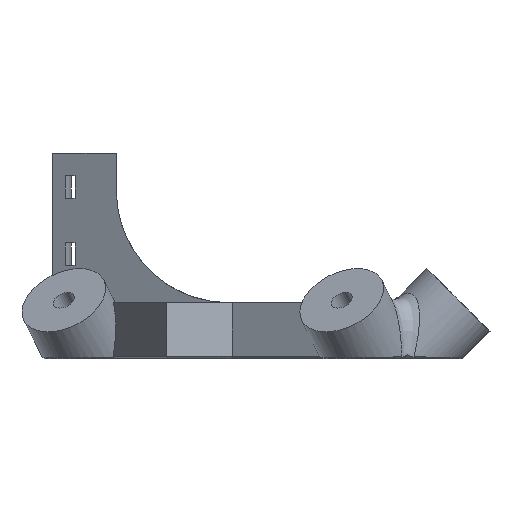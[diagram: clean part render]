
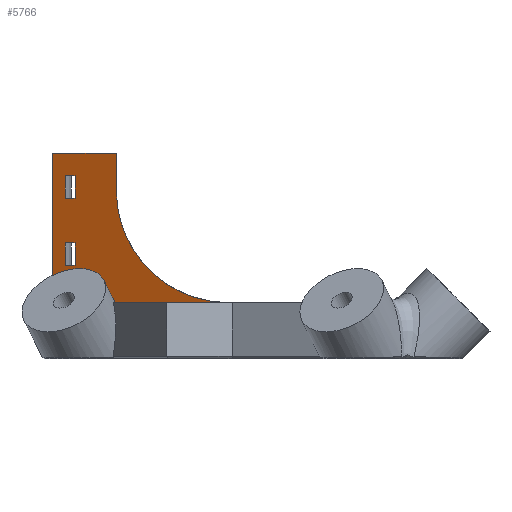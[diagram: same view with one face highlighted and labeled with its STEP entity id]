
A CAD part, left-side view. The second image highlights one B-rep face of the part: STEP entity #5766.
In plain terms, the highlighted planar face has unit normal (-0.866, 0.5, 0).
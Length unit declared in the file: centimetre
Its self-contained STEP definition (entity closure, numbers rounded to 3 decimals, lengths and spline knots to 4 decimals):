
#123=PLANE('',#6119);
#497=VECTOR('',#6574,1.);
#509=VECTOR('',#6599,1.);
#510=VECTOR('',#6602,1.);
#512=VECTOR('',#6609,1.);
#514=VECTOR('',#6615,1.);
#516=VECTOR('',#6620,1.);
#518=VECTOR('',#6624,1.);
#520=VECTOR('',#6631,1.);
#522=VECTOR('',#6637,1.);
#524=VECTOR('',#6642,1.);
#526=VECTOR('',#6647,1.);
#527=VECTOR('',#6648,1.);
#1233=LINE('',#7879,#497);
#1245=LINE('',#7941,#509);
#1246=LINE('',#7943,#510);
#1248=LINE('',#7952,#512);
#1250=LINE('',#7958,#514);
#1252=LINE('',#7964,#516);
#1254=LINE('',#7967,#518);
#1256=LINE('',#7976,#520);
#1258=LINE('',#7982,#522);
#1260=LINE('',#7988,#524);
#1262=LINE('',#7993,#526);
#1263=LINE('',#7995,#527);
#1970=VERTEX_POINT('',#7878);
#1971=VERTEX_POINT('',#7880);
#1985=VERTEX_POINT('',#7934);
#1987=VERTEX_POINT('',#7940);
#1988=VERTEX_POINT('',#7944);
#1989=VERTEX_POINT('',#7945);
#1992=VERTEX_POINT('',#7953);
#1994=VERTEX_POINT('',#7959);
#1996=VERTEX_POINT('',#7968);
#1997=VERTEX_POINT('',#7969);
#2000=VERTEX_POINT('',#7977);
#2002=VERTEX_POINT('',#7983);
#2004=VERTEX_POINT('',#7992);
#2005=VERTEX_POINT('',#7994);
#2413=ELLIPSE('',#6101,1.7321,1.5);
#2414=ELLIPSE('',#6120,0.8485,0.6);
#2536=EDGE_CURVE('',#1970,#1971,#1233,.T.);
#2552=EDGE_CURVE('',#1985,#1970,#2413,.T.);
#2555=EDGE_CURVE('',#1985,#1987,#1245,.T.);
#2556=EDGE_CURVE('',#1988,#1989,#1246,.T.);
#2560=EDGE_CURVE('',#1989,#1992,#1248,.T.);
#2563=EDGE_CURVE('',#1992,#1994,#1250,.T.);
#2566=EDGE_CURVE('',#1994,#1988,#1252,.T.);
#2568=EDGE_CURVE('',#1996,#1997,#1254,.T.);
#2572=EDGE_CURVE('',#1997,#2000,#1256,.T.);
#2575=EDGE_CURVE('',#2000,#2002,#1258,.T.);
#2578=EDGE_CURVE('',#2002,#1996,#1260,.T.);
#2580=EDGE_CURVE('',#1971,#2004,#2414,.T.);
#2581=EDGE_CURVE('',#1987,#2005,#1262,.T.);
#2582=EDGE_CURVE('',#2004,#2005,#1263,.T.);
#3437=ORIENTED_EDGE('',*,*,#2580,.F.);
#3438=ORIENTED_EDGE('',*,*,#2536,.F.);
#3439=ORIENTED_EDGE('',*,*,#2552,.F.);
#3440=ORIENTED_EDGE('',*,*,#2555,.T.);
#3441=ORIENTED_EDGE('',*,*,#2581,.T.);
#3442=ORIENTED_EDGE('',*,*,#2582,.F.);
#3443=ORIENTED_EDGE('',*,*,#2575,.T.);
#3444=ORIENTED_EDGE('',*,*,#2578,.T.);
#3445=ORIENTED_EDGE('',*,*,#2568,.T.);
#3446=ORIENTED_EDGE('',*,*,#2572,.T.);
#3447=ORIENTED_EDGE('',*,*,#2563,.T.);
#3448=ORIENTED_EDGE('',*,*,#2566,.T.);
#3449=ORIENTED_EDGE('',*,*,#2556,.T.);
#3450=ORIENTED_EDGE('',*,*,#2560,.T.);
#5001=EDGE_LOOP('',(#3437,#3438,#3439,#3440,#3441,#3442));
#5002=EDGE_LOOP('',(#3443,#3444,#3445,#3446));
#5003=EDGE_LOOP('',(#3447,#3448,#3449,#3450));
#5387=FACE_BOUND('',#5001,.T.);
#5388=FACE_BOUND('',#5002,.T.);
#5389=FACE_BOUND('',#5003,.T.);
#5766=ADVANCED_FACE('',(#5387,#5388,#5389),#123,.T.);
#6101=AXIS2_PLACEMENT_3D('',#7935,#6594,#6595);
#6119=AXIS2_PLACEMENT_3D('',#7990,#6644,$);
#6120=AXIS2_PLACEMENT_3D('',#7991,#6645,#6646);
#6574=DIRECTION('',(0.5,0.866,0.));
#6594=DIRECTION('',(-0.866,0.5,0.));
#6595=DIRECTION('',(0.866,1.5,0.));
#6599=DIRECTION('',(0.,0.,1.));
#6602=DIRECTION('',(0.,0.,1.));
#6609=DIRECTION('',(-0.5,-0.866,0.));
#6615=DIRECTION('',(0.,0.,-1.));
#6620=DIRECTION('',(0.5,0.866,0.));
#6624=DIRECTION('',(0.,0.,1.));
#6631=DIRECTION('',(-0.5,-0.866,0.));
#6637=DIRECTION('',(0.,0.,-1.));
#6642=DIRECTION('',(0.5,0.866,0.));
#6644=DIRECTION('',(-0.866,0.5,0.));
#6645=DIRECTION('',(-0.866,0.5,0.));
#6646=DIRECTION('',(0.,0.,-0.849));
#6647=DIRECTION('',(0.5,0.866,0.));
#6648=DIRECTION('',(0.,0.,1.));
#7878=CARTESIAN_POINT('',(-1.5588,0.8,0.75));
#7879=CARTESIAN_POINT('',(-0.9828,1.7977,0.75));
#7880=CARTESIAN_POINT('',(-0.6829,2.3171,0.75));
#7934=CARTESIAN_POINT('',(-0.6928,2.3,2.25));
#7935=CARTESIAN_POINT('',(-1.5588,0.8,2.25));
#7940=CARTESIAN_POINT('',(-0.6928,2.3,2.75));
#7941=CARTESIAN_POINT('',(-0.6928,2.3,0.75));
#7943=CARTESIAN_POINT('',(-0.2982,2.9835,1.4));
#7944=CARTESIAN_POINT('',(-0.2982,2.9835,1.25));
#7945=CARTESIAN_POINT('',(-0.2982,2.9835,1.55));
#7952=CARTESIAN_POINT('',(-0.3686,2.8616,1.55));
#7953=CARTESIAN_POINT('',(-0.3732,2.8536,1.55));
#7958=CARTESIAN_POINT('',(-0.3732,2.8536,1.4));
#7959=CARTESIAN_POINT('',(-0.3732,2.8536,1.25));
#7964=CARTESIAN_POINT('',(-0.3686,2.8616,1.25));
#7967=CARTESIAN_POINT('',(-0.2982,2.9835,2.3));
#7968=CARTESIAN_POINT('',(-0.2982,2.9835,2.15));
#7969=CARTESIAN_POINT('',(-0.2982,2.9835,2.45));
#7976=CARTESIAN_POINT('',(-0.3686,2.8616,2.45));
#7977=CARTESIAN_POINT('',(-0.3732,2.8536,2.45));
#7982=CARTESIAN_POINT('',(-0.3732,2.8536,2.3));
#7983=CARTESIAN_POINT('',(-0.3732,2.8536,2.15));
#7988=CARTESIAN_POINT('',(-0.3686,2.8616,2.15));
#7990=CARTESIAN_POINT('',(-0.4464,2.7268,0.75));
#7991=CARTESIAN_POINT('',(-0.4405,2.737,0.25));
#7992=CARTESIAN_POINT('',(-0.2,3.1536,0.7571));
#7993=CARTESIAN_POINT('',(-0.6928,2.3,2.75));
#7994=CARTESIAN_POINT('',(-0.2,3.1536,2.75));
#7995=CARTESIAN_POINT('',(-0.2,3.1536,0.75));
